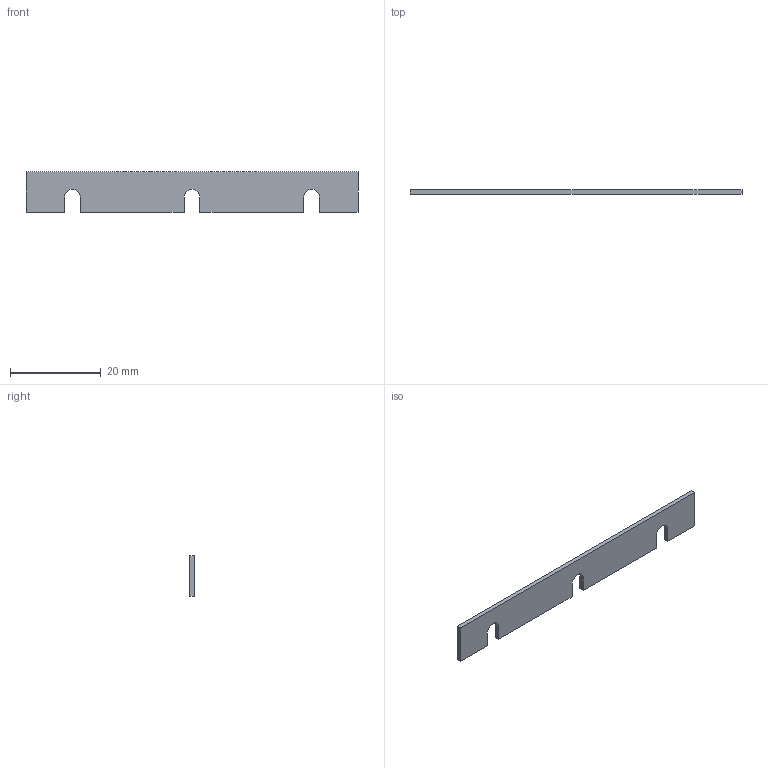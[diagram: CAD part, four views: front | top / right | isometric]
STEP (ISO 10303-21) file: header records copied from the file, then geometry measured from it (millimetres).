
FILE_DESCRIPTION (( 'STEP AP214' ), '1' );
FILE_NAME ('HGX-LPBUSBAR-03.STEP', '2013-12-04T19:04:24', ( 'L-Com' ), ( 'L-Com Global Connectivity' ), 'SwSTEP 2.0', 'SolidWorks 2012', '' );
FILE_SCHEMA (( 'AUTOMOTIVE_DESIGN' ));
Length unit declared in the file: inch
Products named in the file (1): HGX-LPBUSBAR-03
Bounding box: 73 x 1 x 9 mm (x, y, z)
Volume: 607.5 mm3; surface area: 1405.2 mm2
Topology: 1 solids, 1 shells, 21 faces, 57 edges, 38 vertices
Faces by surface type: plane 15, cylinder 6
Entity records: 716 total; most frequent: CARTESIAN_POINT 117, ORIENTED_EDGE 114, DIRECTION 113, EDGE_CURVE 57, LINE 45, VECTOR 45, VERTEX_POINT 38, AXIS2_PLACEMENT_3D 34
